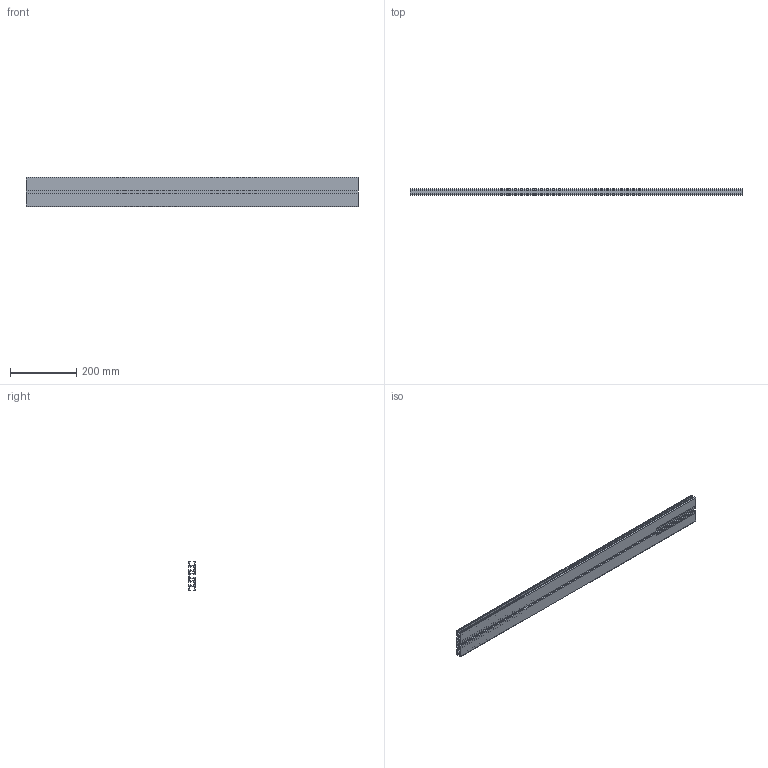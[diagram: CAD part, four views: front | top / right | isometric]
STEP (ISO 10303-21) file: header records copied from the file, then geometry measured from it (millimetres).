
FILE_DESCRIPTION(('STEP AP203'),'1');
FILE_NAME('BASE08N0027.stp','2023-10-23T08:54:28',(' '),(' '),'Spatial InterOp 3D',' ',' ');
FILE_SCHEMA(('CONFIG_CONTROL_DESIGN'));
Length unit declared in the file: millimetre
Products named in the file (1): Profilé 8 90x19
Bounding box: 1000 x 18.5 x 90 mm (x, y, z)
Volume: 623148.3 mm3; surface area: 479361.3 mm2
Topology: 1 solids, 1 shells, 76 faces, 222 edges, 148 vertices
Faces by surface type: plane 54, cylinder 22
Entity records: 2640 total; most frequent: CARTESIAN_POINT 447, ORIENTED_EDGE 444, DIRECTION 420, EDGE_CURVE 222, LINE 178, VECTOR 178, VERTEX_POINT 148, AXIS2_PLACEMENT_3D 121
